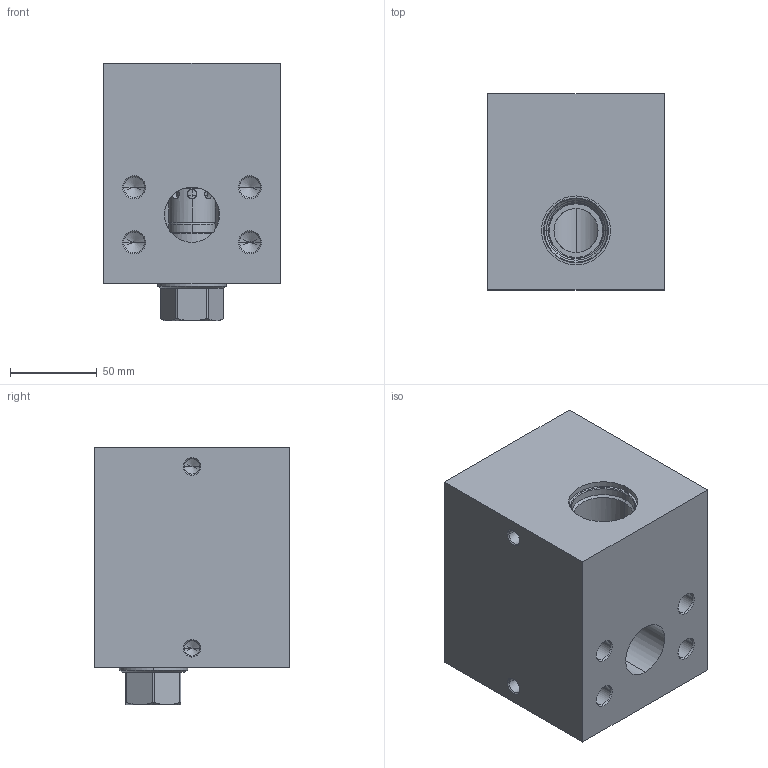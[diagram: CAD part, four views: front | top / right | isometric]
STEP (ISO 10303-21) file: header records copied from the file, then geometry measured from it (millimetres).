
FILE_DESCRIPTION((''),'2;1');
FILE_NAME('IN5_ASM','2022-06-27T',('ProEService'),(''),'PRO/ENGINEER BY PARAMETRIC TECHNOLOGY CORPORATION, 2014200','PRO/ENGINEER BY PARAMETRIC TECHNOLOGY CORPORATION, 2014200','');
FILE_SCHEMA(('CONFIG_CONTROL_DESIGN'));
Length unit declared in the file: inch
Products named in the file (3): 151-945-001; CXHAXAN; IN5_ASM
Assembly tree (2 placements, depth 2):
  IN5_ASM
    151-945-001
    CXHAXAN
Bounding box: 101.6 x 112.73 x 148.44 mm (x, y, z)
Volume: 1251024.7 mm3; surface area: 132523.8 mm2
Topology: 4 solids, 4 shells, 266 faces, 870 edges, 710 vertices
Faces by surface type: cylinder 116, cone 84, plane 39, torus 19, revolution 8
Entity records: 10870 total; most frequent: CARTESIAN_POINT 3406, DIRECTION 1613, ORIENTED_EDGE 1224, EDGE_CURVE 612, AXIS2_PLACEMENT_3D 574, VECTOR 457, LINE 457, VERTEX_POINT 373
